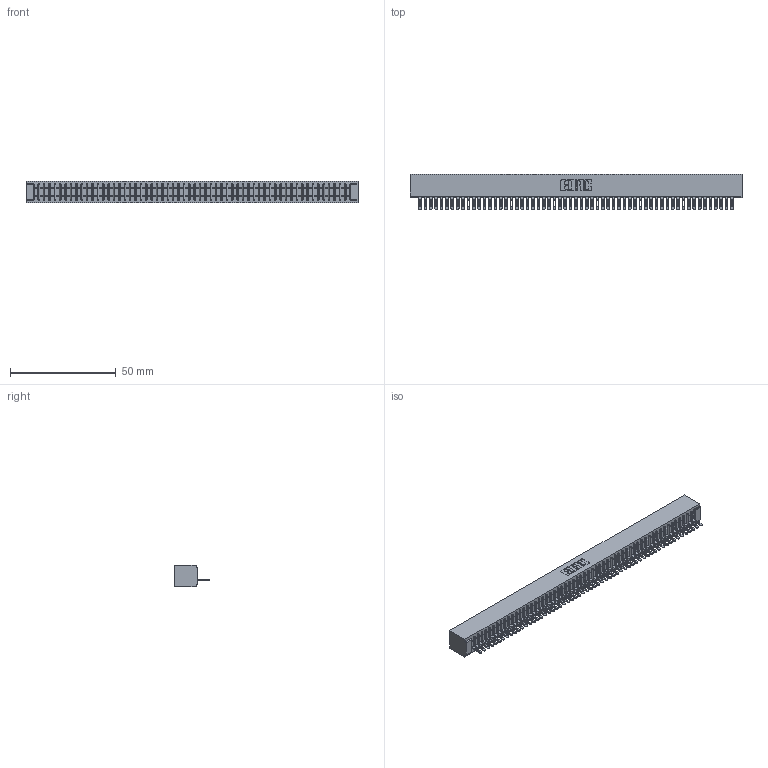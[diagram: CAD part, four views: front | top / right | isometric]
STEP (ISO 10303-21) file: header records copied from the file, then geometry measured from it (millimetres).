
FILE_DESCRIPTION (( 'STEP AP203' ), '1' );
FILE_NAME ('341-059-500-101.STEP', '2018-08-07T16:38:45', ( '' ), ( '' ), 'SwSTEP 2.0', 'SolidWorks 2016', '' );
FILE_SCHEMA (( 'CONFIG_CONTROL_DESIGN' ));
Length unit declared in the file: inch
Products named in the file (3): 341 Part_No Mounting Lugs; 341-292-001_341-292-100; 341-059-500-101
Assembly tree (60 placements, depth 2):
  341-059-500-101
    341 Part_No Mounting Lugs
    341-292-001_341-292-100  x59
Bounding box: 156.84 x 16.69 x 10.16 mm (x, y, z)
Volume: 11487 mm3; surface area: 19143.9 mm2
Topology: 60 solids, 60 shells, 4946 faces, 14275 edges, 9158 vertices
Faces by surface type: plane 2955, cylinder 1755, sphere 120, torus 116
Entity records: 66980 total; most frequent: CARTESIAN_POINT 11386, ORIENTED_EDGE 11374, DIRECTION 10979, EDGE_CURVE 5687, VECTOR 4613, LINE 4613, VERTEX_POINT 3590, AXIS2_PLACEMENT_3D 3183
